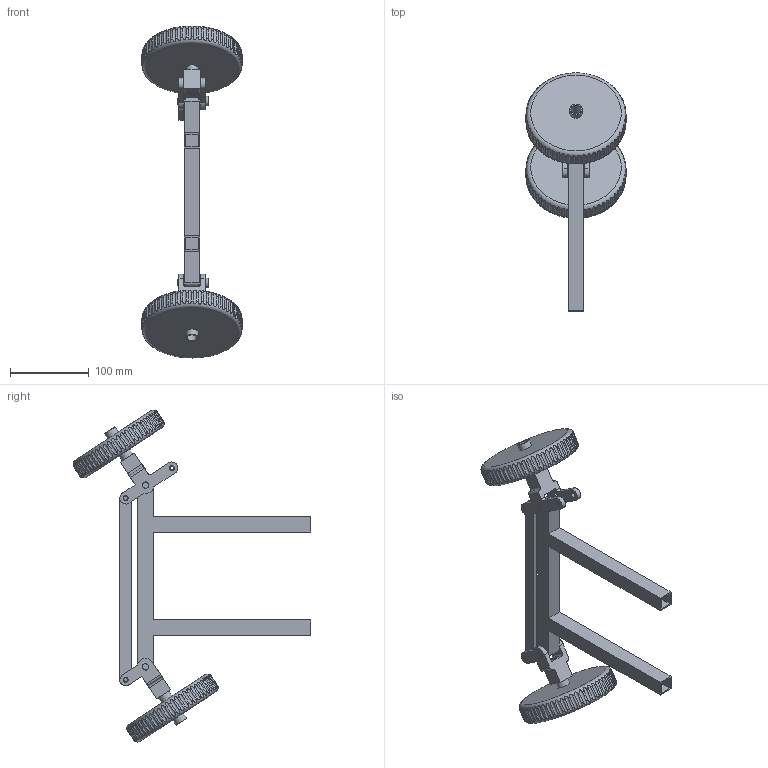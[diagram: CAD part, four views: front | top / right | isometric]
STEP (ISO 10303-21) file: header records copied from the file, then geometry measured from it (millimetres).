
FILE_DESCRIPTION(/* description */ (''),/* implementation_level */ '2;1');
FILE_NAME(/* name */ 'Full Assembly.step',/* time_stamp */ '2020-05-30T22:15:40-04:00',/* author */ (''),/* organization */ (''),/* preprocessor_version */ 'ST-DEVELOPER v18.1',/* originating_system */ 'Autodesk Translation Framework v9.3.0.1241',/* authorisation */ '');
FILE_SCHEMA (('AUTOMOTIVE_DESIGN { 1 0 10303 214 3 1 1 }'));
Length unit declared in the file: millimetre
Products named in the file (8): steering V2; Actuator Knuckle; Frame; Slave Knuckle; Steering Linkage; M6-12 Screw; M8-35 Screw; Wheel
Assembly tree (10 placements, depth 2):
  steering V2
    Actuator Knuckle
    Frame
    Slave Knuckle
    Steering Linkage
    M6-12 Screw  x2
    M8-35 Screw  x2
    Wheel  x2
Bounding box: 127 x 301.63 x 420.87 mm (x, y, z)
Volume: 770857 mm3; surface area: 197424.2 mm2
Topology: 10 solids, 10 shells, 581 faces, 1640 edges, 1091 vertices
Faces by surface type: cylinder 453, plane 110, bspline 14, torus 4
Full cylindrical faces by diameter (mm): 5.035 x9, 6 x3, 6.1 x2, 6.147 x3, 6.779 x4, 8 x4, 8.2 x4, 10 x2, 11.427 x44, 12 x2, 12.7 x46, 16 x4
Entity records: 31689 total; most frequent: CARTESIAN_POINT 20911, ORIENTED_EDGE 2434, DIRECTION 1855, EDGE_CURVE 1217, VERTEX_POINT 809, AXIS2_PLACEMENT_3D 676, LINE 503, VECTOR 503
